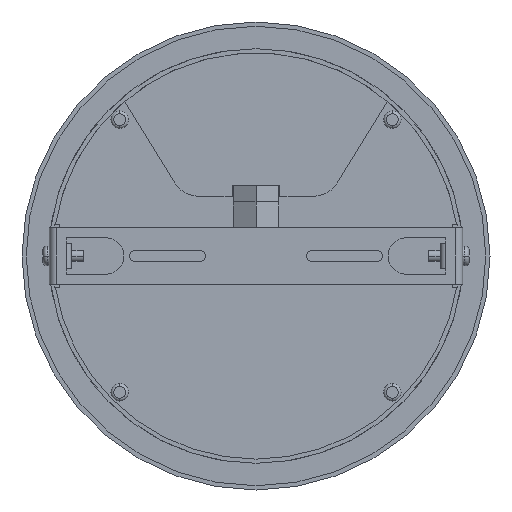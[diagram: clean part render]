
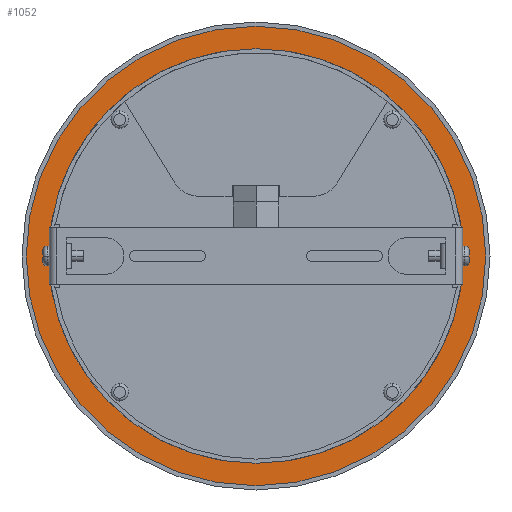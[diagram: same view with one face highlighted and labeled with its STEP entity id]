
A CAD part, front view. The second image highlights one B-rep face of the part: STEP entity #1052.
In plain terms, the highlighted planar face has unit normal (0, -1, 0).
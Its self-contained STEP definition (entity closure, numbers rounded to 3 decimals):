
#122 = DIRECTION ( 'NONE',  ( 0., 0., -1. ) ) ;
#140 = VERTEX_POINT ( 'NONE', #222 ) ;
#222 = CARTESIAN_POINT ( 'NONE',  ( 0., 30.6, 73.75 ) ) ;
#591 = AXIS2_PLACEMENT_3D ( 'NONE', #1266, #6977, #122 ) ;
#863 = EDGE_CURVE ( 'NONE', #140, #4307, #4641, .T. ) ;
#1052 = ADVANCED_FACE ( 'NONE', ( #6672, #4313 ), #4432, .T. ) ;
#1086 = ORIENTED_EDGE ( 'NONE', *, *, #863, .F. ) ;
#1240 = EDGE_CURVE ( 'NONE', #4307, #140, #2709, .T. ) ;
#1266 = CARTESIAN_POINT ( 'NONE',  ( 0., 30.6, 0. ) ) ;
#1557 = EDGE_LOOP ( 'NONE', ( #4784, #6582 ) ) ;
#1580 = CARTESIAN_POINT ( 'NONE',  ( 0., 30.6, 0. ) ) ;
#1611 = AXIS2_PLACEMENT_3D ( 'NONE', #1580, #3898, #6747 ) ;
#1704 = CARTESIAN_POINT ( 'NONE',  ( 0., 30.6, 0. ) ) ;
#1706 = DIRECTION ( 'NONE',  ( 0., -1., 0. ) ) ;
#1740 = CARTESIAN_POINT ( 'NONE',  ( 0., 30.6, -73.75 ) ) ;
#1911 = DIRECTION ( 'NONE',  ( 0., 0., -1. ) ) ;
#2709 = CIRCLE ( 'NONE', #5011, 73.75 ) ;
#2773 = CIRCLE ( 'NONE', #7390, 81.75 ) ;
#3028 = CARTESIAN_POINT ( 'NONE',  ( 0., 30.6, 81.75 ) ) ;
#3063 = CARTESIAN_POINT ( 'NONE',  ( 0., 30.6, 0. ) ) ;
#3179 = VERTEX_POINT ( 'NONE', #3028 ) ;
#3454 = DIRECTION ( 'NONE',  ( 0., 0., -1. ) ) ;
#3772 = EDGE_LOOP ( 'NONE', ( #5450, #1086 ) ) ;
#3898 = DIRECTION ( 'NONE',  ( 0., -1., 0. ) ) ;
#3908 = CARTESIAN_POINT ( 'NONE',  ( 0., 30.6, 0. ) ) ;
#4011 = DIRECTION ( 'NONE',  ( 0., 0., -1. ) ) ;
#4307 = VERTEX_POINT ( 'NONE', #1740 ) ;
#4313 = FACE_BOUND ( 'NONE', #3772, .T. ) ;
#4432 = PLANE ( 'NONE',  #1611 ) ;
#4585 = VERTEX_POINT ( 'NONE', #4884 ) ;
#4641 = CIRCLE ( 'NONE', #5249, 73.75 ) ;
#4784 = ORIENTED_EDGE ( 'NONE', *, *, #5521, .T. ) ;
#4884 = CARTESIAN_POINT ( 'NONE',  ( 0., 30.6, -81.75 ) ) ;
#5011 = AXIS2_PLACEMENT_3D ( 'NONE', #3063, #7086, #1911 ) ;
#5249 = AXIS2_PLACEMENT_3D ( 'NONE', #1704, #6949, #4011 ) ;
#5450 = ORIENTED_EDGE ( 'NONE', *, *, #1240, .F. ) ;
#5521 = EDGE_CURVE ( 'NONE', #4585, #3179, #7403, .T. ) ;
#6224 = EDGE_CURVE ( 'NONE', #3179, #4585, #2773, .T. ) ;
#6582 = ORIENTED_EDGE ( 'NONE', *, *, #6224, .T. ) ;
#6672 = FACE_OUTER_BOUND ( 'NONE', #1557, .T. ) ;
#6747 = DIRECTION ( 'NONE',  ( 0., 0., -1. ) ) ;
#6949 = DIRECTION ( 'NONE',  ( 0., -1., 0. ) ) ;
#6977 = DIRECTION ( 'NONE',  ( 0., -1., 0. ) ) ;
#7086 = DIRECTION ( 'NONE',  ( 0., -1., 0. ) ) ;
#7390 = AXIS2_PLACEMENT_3D ( 'NONE', #3908, #1706, #3454 ) ;
#7403 = CIRCLE ( 'NONE', #591, 81.75 ) ;
